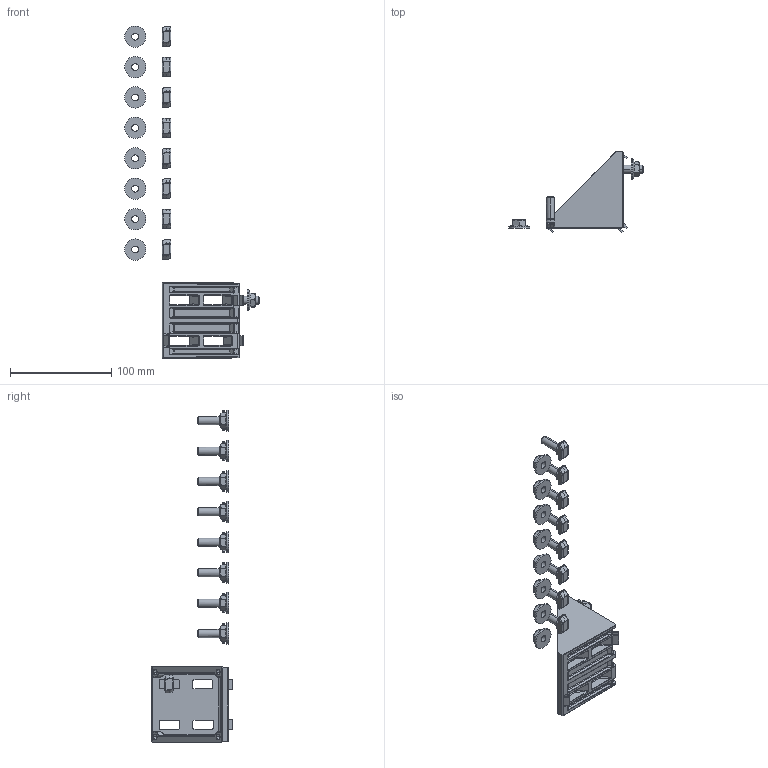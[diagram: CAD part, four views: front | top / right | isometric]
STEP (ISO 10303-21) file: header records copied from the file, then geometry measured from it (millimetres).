
FILE_DESCRIPTION (( 'STEP AP214' ), '1' );
FILE_NAME ('093w806n10s04.STEP', '2014-08-20T13:00:03', ( '' ), ( '' ), 'SwSTEP 2.0', 'SolidWorks 2014', '' );
FILE_SCHEMA (( 'AUTOMOTIVE_DESIGN' ));
Length unit declared in the file: millimetre
Products named in the file (4): 340me154_340me154; 096hk1030m0820_096 hk 10 30 m08 25; 093w806_093 w 806 n10 s03; 093w806n10s04
Assembly tree (19 placements, depth 2):
  093w806n10s04
    093w806_093 w 806 n10 s03
    096hk1030m0820_096 hk 10 30 m08 25  x9
    340me154_340me154  x9
Bounding box: 133 x 79.98 x 327.5 mm (x, y, z)
Volume: 111807 mm3; surface area: 58513.3 mm2
Topology: 19 solids, 19 shells, 2074 faces, 5266 edges, 3130 vertices
Faces by surface type: plane 701, cylinder 695, bspline 415, cone 118, torus 85, sphere 60
Entity records: 28629 total; most frequent: CARTESIAN_POINT 10913, ORIENTED_EDGE 4048, DIRECTION 3288, EDGE_CURVE 2024, AXIS2_PLACEMENT_3D 1221, VERTEX_POINT 1194, EDGE_LOOP 866, VECTOR 846
